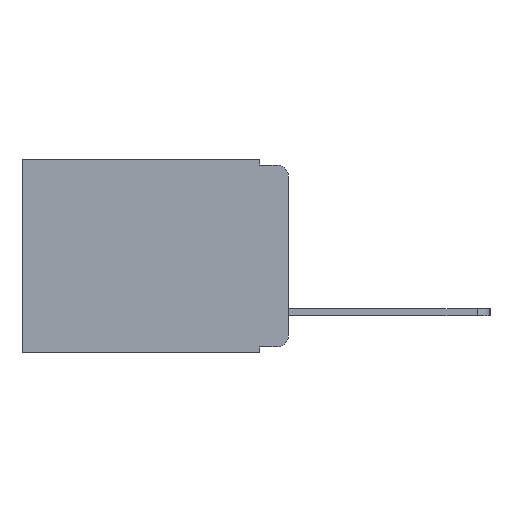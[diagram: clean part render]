
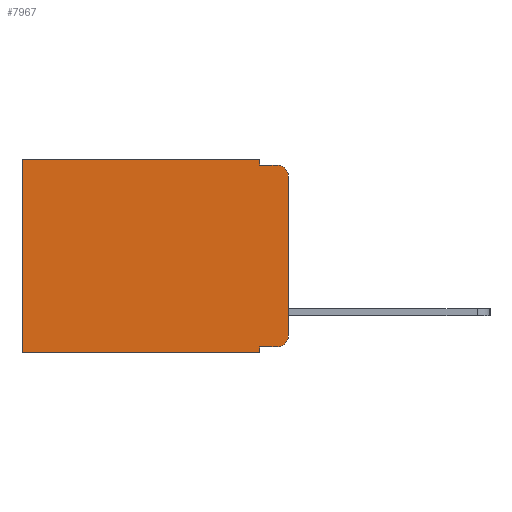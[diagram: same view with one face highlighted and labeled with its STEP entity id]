
A CAD part, left-side view. The second image highlights one B-rep face of the part: STEP entity #7967.
In plain terms, the highlighted planar face has unit normal (-1, 0, 0).
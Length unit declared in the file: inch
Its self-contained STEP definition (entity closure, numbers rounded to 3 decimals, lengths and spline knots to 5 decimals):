
#132 = ORIENTED_EDGE ( 'NONE', *, *, #2428, .F. ) ;
#247 = VECTOR ( 'NONE', #15178, 39.37008 ) ;
#261 = CARTESIAN_POINT ( 'NONE',  ( 0.298, 0.051, -0.01 ) ) ;
#692 = ORIENTED_EDGE ( 'NONE', *, *, #4702, .T. ) ;
#724 = VERTEX_POINT ( 'NONE', #1393 ) ;
#1393 = CARTESIAN_POINT ( 'NONE',  ( 0.298, 0., -0.03 ) ) ;
#1762 = FACE_OUTER_BOUND ( 'NONE', #8425, .T. ) ;
#1995 = LINE ( 'NONE', #9019, #19736 ) ;
#2264 = VECTOR ( 'NONE', #4956, 39.37008 ) ;
#2428 = EDGE_CURVE ( 'NONE', #724, #8141, #2712, .T. ) ;
#2712 = LINE ( 'NONE', #18583, #20405 ) ;
#2984 = CARTESIAN_POINT ( 'NONE',  ( 0.298, 0.051, 0. ) ) ;
#3017 = VERTEX_POINT ( 'NONE', #13795 ) ;
#3345 = CARTESIAN_POINT ( 'NONE',  ( 0.298, 0.02, -0.03 ) ) ;
#3553 = LINE ( 'NONE', #4504, #11826 ) ;
#3643 = ORIENTED_EDGE ( 'NONE', *, *, #15728, .T. ) ;
#4504 = CARTESIAN_POINT ( 'NONE',  ( 0.298, 0.051, -0.333 ) ) ;
#4635 = DIRECTION ( 'NONE',  ( 1., 0., 0. ) ) ;
#4702 = EDGE_CURVE ( 'NONE', #22055, #7856, #1995, .T. ) ;
#4894 = CIRCLE ( 'NONE', #8418, 0.02 ) ;
#4910 = VECTOR ( 'NONE', #11782, 39.37008 ) ;
#4956 = DIRECTION ( 'NONE',  ( 0., 1., 0. ) ) ;
#5181 = DIRECTION ( 'NONE',  ( 0., 0., -1. ) ) ;
#6288 = DIRECTION ( 'NONE',  ( 0., -1., 0. ) ) ;
#7856 = VERTEX_POINT ( 'NONE', #9636 ) ;
#7967 = ADVANCED_FACE ( 'NONE', ( #1762 ), #13344, .F. ) ;
#8141 = VERTEX_POINT ( 'NONE', #12280 ) ;
#8397 = ORIENTED_EDGE ( 'NONE', *, *, #10377, .F. ) ;
#8418 = AXIS2_PLACEMENT_3D ( 'NONE', #9424, #21083, #11163 ) ;
#8425 = EDGE_LOOP ( 'NONE', ( #132, #19121, #20209, #12431, #692, #3643, #8397, #19639, #22217, #9525 ) ) ;
#8475 = DIRECTION ( 'NONE',  ( 0., 0., -1. ) ) ;
#8706 = AXIS2_PLACEMENT_3D ( 'NONE', #3345, #15535, #5181 ) ;
#8892 = EDGE_CURVE ( 'NONE', #16847, #8141, #4894, .T. ) ;
#9019 = CARTESIAN_POINT ( 'NONE',  ( 0.298, 0., 0. ) ) ;
#9308 = LINE ( 'NONE', #2984, #247 ) ;
#9424 = CARTESIAN_POINT ( 'NONE',  ( 0.298, 0.02, -0.313 ) ) ;
#9525 = ORIENTED_EDGE ( 'NONE', *, *, #8892, .T. ) ;
#9636 = CARTESIAN_POINT ( 'NONE',  ( 0.298, 0.473, 0. ) ) ;
#9669 = LINE ( 'NONE', #20041, #4910 ) ;
#9811 = CARTESIAN_POINT ( 'NONE',  ( 0.298, 0.473, -0.343 ) ) ;
#10377 = EDGE_CURVE ( 'NONE', #12203, #21764, #16654, .T. ) ;
#10442 = VECTOR ( 'NONE', #14410, 39.37008 ) ;
#11163 = DIRECTION ( 'NONE',  ( 0., 0., -1. ) ) ;
#11782 = DIRECTION ( 'NONE',  ( 0., 0., -1. ) ) ;
#11826 = VECTOR ( 'NONE', #6288, 39.37008 ) ;
#11917 = VERTEX_POINT ( 'NONE', #13385 ) ;
#11926 = CARTESIAN_POINT ( 'NONE',  ( 0.298, 0., -0.343 ) ) ;
#12203 = VERTEX_POINT ( 'NONE', #18207 ) ;
#12280 = CARTESIAN_POINT ( 'NONE',  ( 0.298, 0., -0.313 ) ) ;
#12431 = ORIENTED_EDGE ( 'NONE', *, *, #16795, .F. ) ;
#12801 = LINE ( 'NONE', #15521, #21089 ) ;
#13344 = PLANE ( 'NONE',  #21312 ) ;
#13385 = CARTESIAN_POINT ( 'NONE',  ( 0.298, 0.051, -0.01 ) ) ;
#13479 = EDGE_CURVE ( 'NONE', #3017, #16847, #3553, .T. ) ;
#13795 = CARTESIAN_POINT ( 'NONE',  ( 0.298, 0.051, -0.333 ) ) ;
#14075 = CIRCLE ( 'NONE', #8706, 0.02 ) ;
#14410 = DIRECTION ( 'NONE',  ( 0., -1., 0. ) ) ;
#14569 = EDGE_CURVE ( 'NONE', #3017, #12203, #9669, .T. ) ;
#15178 = DIRECTION ( 'NONE',  ( 0., 0., -1. ) ) ;
#15257 = CARTESIAN_POINT ( 'NONE',  ( 0.298, 0.02, -0.333 ) ) ;
#15521 = CARTESIAN_POINT ( 'NONE',  ( 0.298, 0.473, 0. ) ) ;
#15535 = DIRECTION ( 'NONE',  ( -1., 0., 0. ) ) ;
#15728 = EDGE_CURVE ( 'NONE', #7856, #21764, #12801, .T. ) ;
#16397 = CARTESIAN_POINT ( 'NONE',  ( 0.298, 0.051, 0. ) ) ;
#16457 = CARTESIAN_POINT ( 'NONE',  ( 0.298, 0.02, -0.01 ) ) ;
#16654 = LINE ( 'NONE', #11926, #2264 ) ;
#16667 = DIRECTION ( 'NONE',  ( 0., 0., -1. ) ) ;
#16795 = EDGE_CURVE ( 'NONE', #22055, #11917, #9308, .T. ) ;
#16847 = VERTEX_POINT ( 'NONE', #15257 ) ;
#17177 = DIRECTION ( 'NONE',  ( 0., 0., -1. ) ) ;
#17363 = VERTEX_POINT ( 'NONE', #16457 ) ;
#18207 = CARTESIAN_POINT ( 'NONE',  ( 0.298, 0.051, -0.343 ) ) ;
#18583 = CARTESIAN_POINT ( 'NONE',  ( 0.298, 0., 0. ) ) ;
#18994 = EDGE_CURVE ( 'NONE', #11917, #17363, #19250, .T. ) ;
#19121 = ORIENTED_EDGE ( 'NONE', *, *, #20096, .T. ) ;
#19250 = LINE ( 'NONE', #261, #10442 ) ;
#19639 = ORIENTED_EDGE ( 'NONE', *, *, #14569, .F. ) ;
#19736 = VECTOR ( 'NONE', #20719, 39.37008 ) ;
#19883 = CARTESIAN_POINT ( 'NONE',  ( 0.298, 0., 0. ) ) ;
#20041 = CARTESIAN_POINT ( 'NONE',  ( 0.298, 0.051, 0. ) ) ;
#20096 = EDGE_CURVE ( 'NONE', #724, #17363, #14075, .T. ) ;
#20209 = ORIENTED_EDGE ( 'NONE', *, *, #18994, .F. ) ;
#20405 = VECTOR ( 'NONE', #8475, 39.37008 ) ;
#20719 = DIRECTION ( 'NONE',  ( 0., 1., 0. ) ) ;
#21083 = DIRECTION ( 'NONE',  ( -1., 0., 0. ) ) ;
#21089 = VECTOR ( 'NONE', #17177, 39.37008 ) ;
#21312 = AXIS2_PLACEMENT_3D ( 'NONE', #19883, #4635, #16667 ) ;
#21764 = VERTEX_POINT ( 'NONE', #9811 ) ;
#22055 = VERTEX_POINT ( 'NONE', #16397 ) ;
#22217 = ORIENTED_EDGE ( 'NONE', *, *, #13479, .T. ) ;
